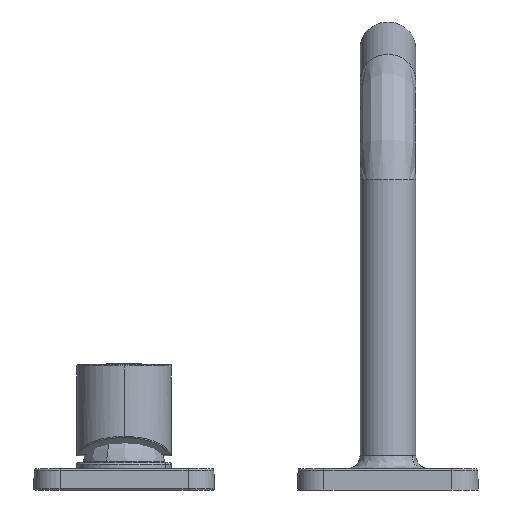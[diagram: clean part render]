
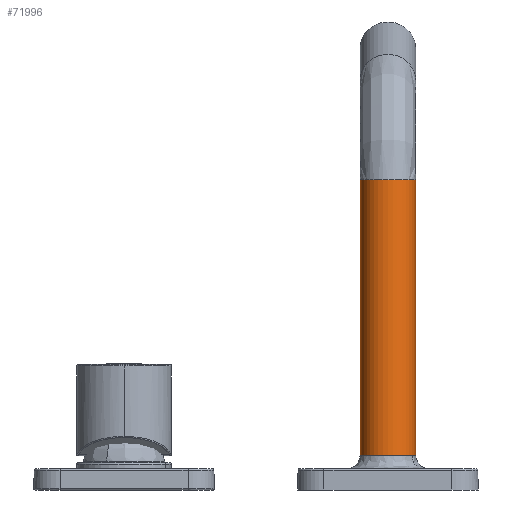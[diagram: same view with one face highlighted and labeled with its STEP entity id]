
A CAD part, left-side view. The second image highlights one B-rep face of the part: STEP entity #71996.
In plain terms, the highlighted cylindrical face has radius 10.5 mm (diameter 21 mm), a partial arc.
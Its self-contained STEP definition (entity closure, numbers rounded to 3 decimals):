
#71186=CARTESIAN_POINT(' ',(0.,-10.5,10.));
#71187=VERTEX_POINT(' ',#71186);
#71201=CARTESIAN_POINT(' ',(0.,0.,10.));
#71206=DIRECTION(' ',(-0.,0.,1.));
#71211=DIRECTION(' ',(0.,1.,0.));
#71216=AXIS2_PLACEMENT_3D(' ',#71201,#71206,#71211);
#71221=CIRCLE('',#71216,10.5);
#71226=CARTESIAN_POINT(' ',(0.,10.5,10.));
#71227=VERTEX_POINT(' ',#71226);
#71231=EDGE_CURVE(' ',#71227,#71187,#71221,.T.);
#71766=CARTESIAN_POINT(' ',(0.,-10.5,10.));
#71771=DIRECTION(' ',(0.,0.,1.));
#71776=VECTOR(' ',#71771,1.);
#71781=LINE('',#71766,#71776);
#71786=CARTESIAN_POINT(' ',(0.,-10.5,114.653));
#71787=VERTEX_POINT(' ',#71786);
#71791=EDGE_CURVE(' ',#71187,#71787,#71781,.T.);
#71826=CARTESIAN_POINT(' ',(0.,10.5,10.));
#71831=DIRECTION(' ',(0.,0.,1.));
#71836=VECTOR(' ',#71831,1.);
#71841=LINE('',#71826,#71836);
#71846=CARTESIAN_POINT(' ',(0.,10.5,114.653));
#71847=VERTEX_POINT(' ',#71846);
#71851=EDGE_CURVE(' ',#71227,#71847,#71841,.T.);
#71911=CARTESIAN_POINT(' ',(0.,0.,57.327));
#71916=DIRECTION(' ',(0.,0.,1.));
#71921=DIRECTION(' ',(0.,1.,0.));
#71926=AXIS2_PLACEMENT_3D(' ',#71911,#71916,#71921);
#71931=CYLINDRICAL_SURFACE(' ',#71926,10.5);
#71936=CARTESIAN_POINT(' ',(0.,0.,114.653));
#71941=DIRECTION(' ',(0.,0.,1.));
#71946=DIRECTION(' ',(0.,1.,0.));
#71951=AXIS2_PLACEMENT_3D(' ',#71936,#71941,#71946);
#71956=CIRCLE('',#71951,10.5);
#71961=EDGE_CURVE(' ',#71847,#71787,#71956,.T.);
#71966=ORIENTED_EDGE(' ',*,*,#71961,.F.);
#71971=ORIENTED_EDGE(' ',*,*,#71851,.F.);
#71976=ORIENTED_EDGE(' ',*,*,#71231,.T.);
#71981=ORIENTED_EDGE(' ',*,*,#71791,.T.);
#71986=EDGE_LOOP(' ',(#71966,#71971,#71976,#71981));
#71991=FACE_OUTER_BOUND(' ',#71986,.T.);
#71996=ADVANCED_FACE('',(#71991),#71931,.T.);
